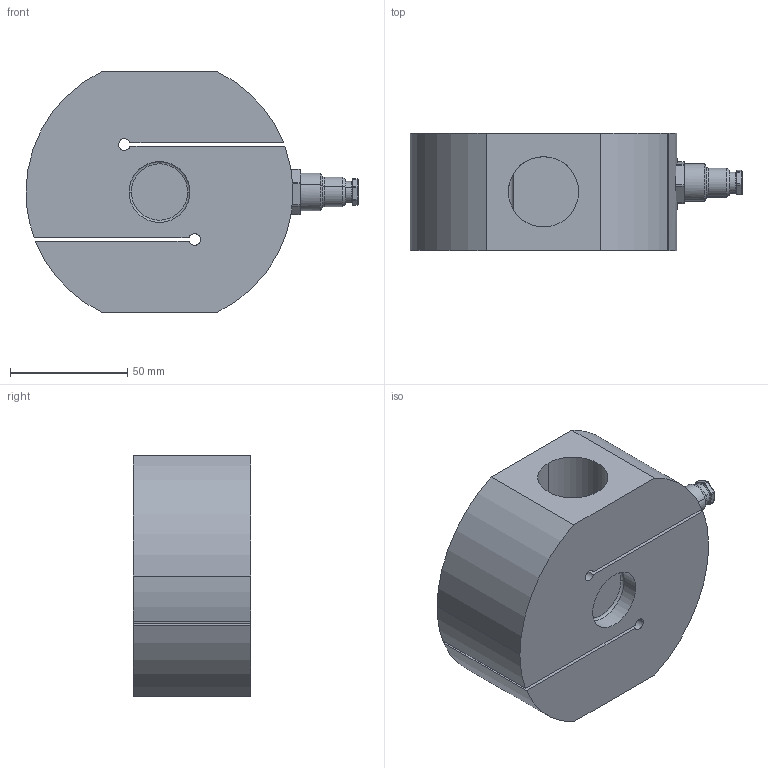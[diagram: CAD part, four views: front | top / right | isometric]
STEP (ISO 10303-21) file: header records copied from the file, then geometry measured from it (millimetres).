
FILE_DESCRIPTION (( 'STEP AP214' ), '1' );
FILE_NAME ('CTL10000.STEP', '2024-11-05T14:12:24', ( '' ), ( '' ), 'SwSTEP 2.0', 'SolidWorks 2021', '' );
FILE_SCHEMA (( 'AUTOMOTIVE_DESIGN' ));
Length unit declared in the file: inch
Products named in the file (1): CTL10000
Bounding box: 141.75 x 50 x 103 mm (x, y, z)
Volume: 431330.2 mm3; surface area: 57772.6 mm2
Topology: 2 solids, 2 shells, 100 faces, 242 edges, 153 vertices
Faces by surface type: cylinder 50, plane 31, bspline 17, cone 2
Entity records: 4175 total; most frequent: CARTESIAN_POINT 1787, DIRECTION 498, ORIENTED_EDGE 484, EDGE_CURVE 242, AXIS2_PLACEMENT_3D 194, VERTEX_POINT 153, EDGE_LOOP 111, LINE 110
